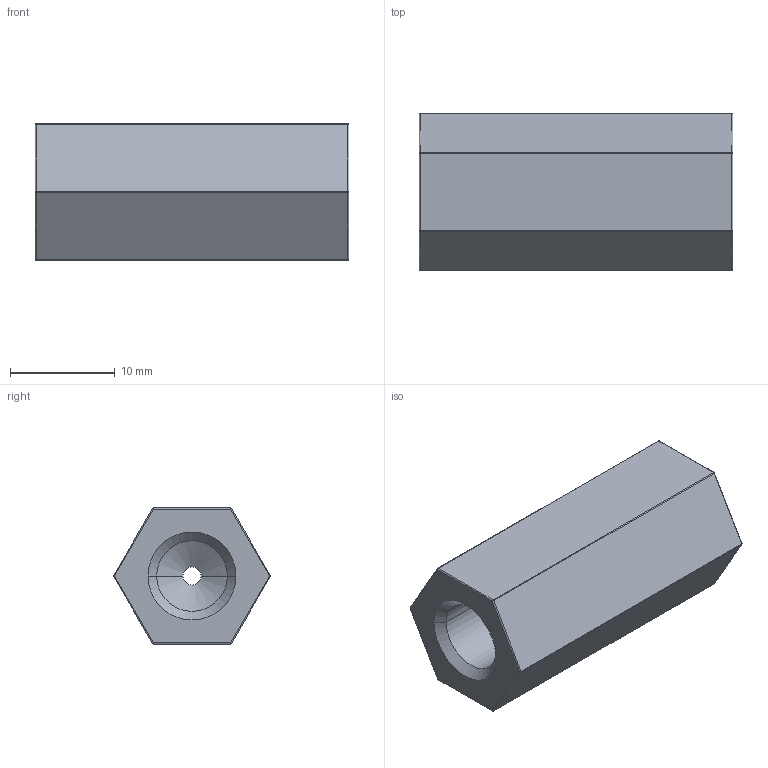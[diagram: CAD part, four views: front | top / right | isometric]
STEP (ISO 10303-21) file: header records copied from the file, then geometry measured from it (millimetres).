
FILE_DESCRIPTION (( 'STEP AP214' ), '1' );
FILE_NAME ('TFF-M8x30_DR1213.STEP', '2018-07-07T10:55:12', ( 'User' ), ( '' ), 'SwSTEP 2.0', 'SolidWorks 2017', '' );
FILE_SCHEMA (( 'AUTOMOTIVE_DESIGN' ));
Length unit declared in the file: millimetre
Products named in the file (1): TFF-M8x30_DR1213
Bounding box: 30 x 14.98 x 13 mm (x, y, z)
Volume: 3359.2 mm3; surface area: 2199.6 mm2
Topology: 1 solids, 1 shells, 54 faces, 114 edges, 58 vertices
Faces by surface type: cylinder 26, sphere 12, cone 8, plane 8
Entity records: 1426 total; most frequent: DIRECTION 270, CARTESIAN_POINT 215, ORIENTED_EDGE 212, AXIS2_PLACEMENT_3D 109, EDGE_CURVE 106, EDGE_LOOP 56, CIRCLE 54, VERTEX_POINT 54
